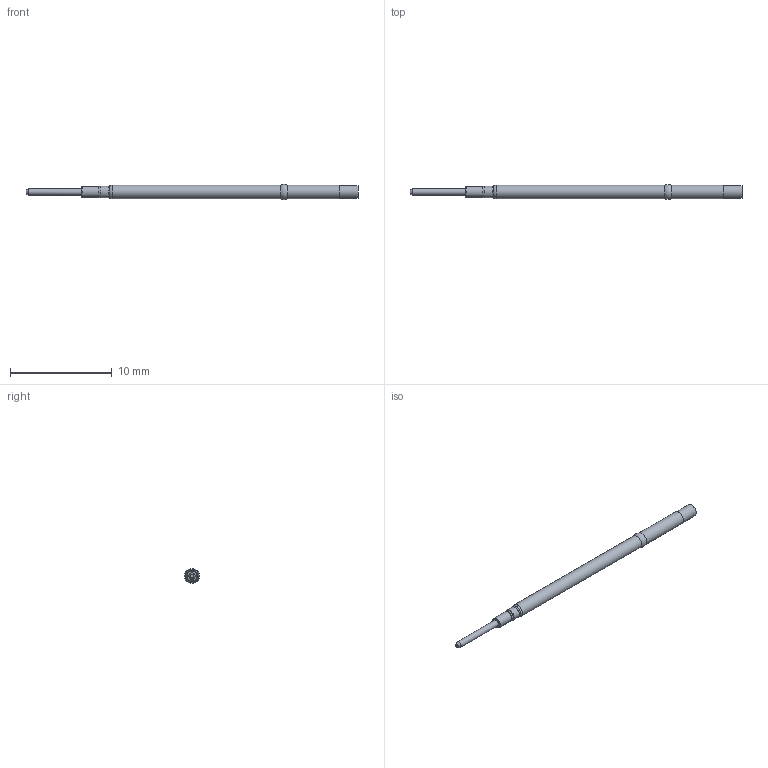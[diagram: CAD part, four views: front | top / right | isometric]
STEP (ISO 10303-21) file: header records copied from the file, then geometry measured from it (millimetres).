
FILE_DESCRIPTION (( 'STEP AP214' ), '1' );
FILE_NAME ('075-SD_250R3.STEP', '2020-09-30T13:21:48', ( '' ), ( '' ), 'SwSTEP 2.0', 'SolidWorks 2019', '' );
FILE_SCHEMA (( 'AUTOMOTIVE_DESIGN' ));
Length unit declared in the file: inch
Products named in the file (1): 075-SD_250R3
Bounding box: 32.66 x 1.48 x 1.49 mm (x, y, z)
Volume: 37.7 mm3; surface area: 123.5 mm2
Topology: 1 solids, 1 shells, 18 faces, 33 edges, 18 vertices
Faces by surface type: cylinder 6, torus 6, plane 3, cone 3
Full cylindrical faces by diameter (mm): 0.631 x1, 1.049 x1, 1.143 x1, 1.267 x1, 1.321 x2
Entity records: 628 total; most frequent: DIRECTION 72, CARTESIAN_POINT 53, AXIS2_PLACEMENT_3D 36, EDGE_LOOP 34, ORIENTED_EDGE 34, FACE_OUTER_BOUND 30, UNCERTAINTY_MEASURE_WITH_UNIT 21, DIMENSIONAL_EXPONENTS 21
